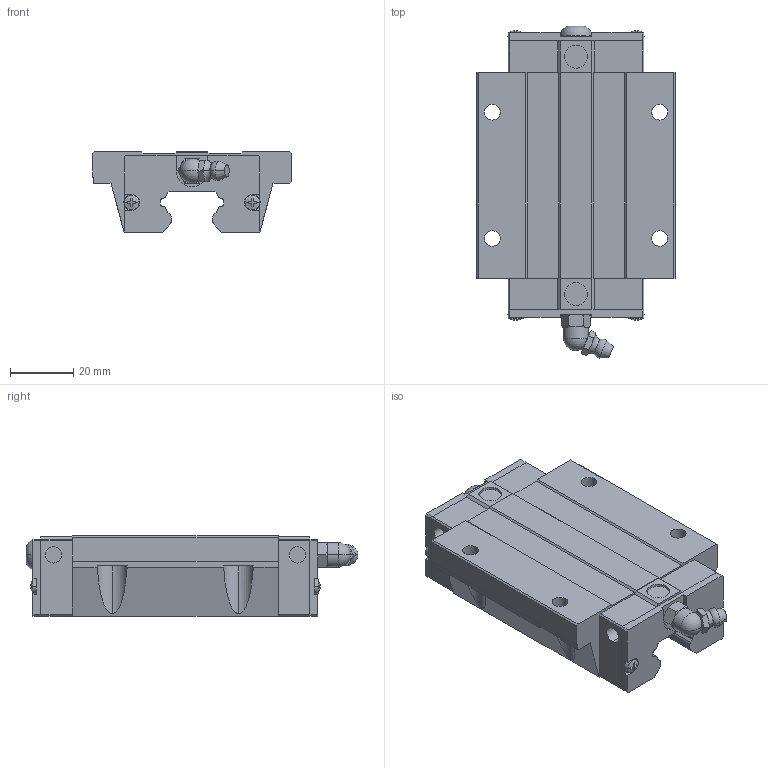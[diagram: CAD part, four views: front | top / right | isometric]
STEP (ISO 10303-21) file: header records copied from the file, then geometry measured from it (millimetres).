
FILE_DESCRIPTION(('STEP AP214'),'1');
FILE_NAME('cctmp_A3600849-C181-4D86-AACB-D7D410DFC048_2024_07_15_21_48_49_0164..stp','2024-07-15T19:48:49',('HIWIN GmbH'),('CADClick - www.CADClick.com'),'Spatial InterOp 3D',' ','unknown authorization');
FILE_SCHEMA(('AUTOMOTIVE_DESIGN'));
Length unit declared in the file: millimetre
Products named in the file (1): HGW20HCZ0C_FILE
Bounding box: 63 x 105.11 x 25.4 mm (x, y, z)
Volume: 93021.7 mm3; surface area: 21474.9 mm2
Topology: 1 solids, 5 shells, 380 faces, 1028 edges, 666 vertices
Faces by surface type: plane 238, cylinder 84, cone 38, torus 18, sphere 2
Entity records: 15118 total; most frequent: CARTESIAN_POINT 2569, ORIENTED_EDGE 2052, DIRECTION 1920, EDGE_CURVE 1026, LINE 670, VECTOR 670, VERTEX_POINT 666, AXIS2_PLACEMENT_3D 625
